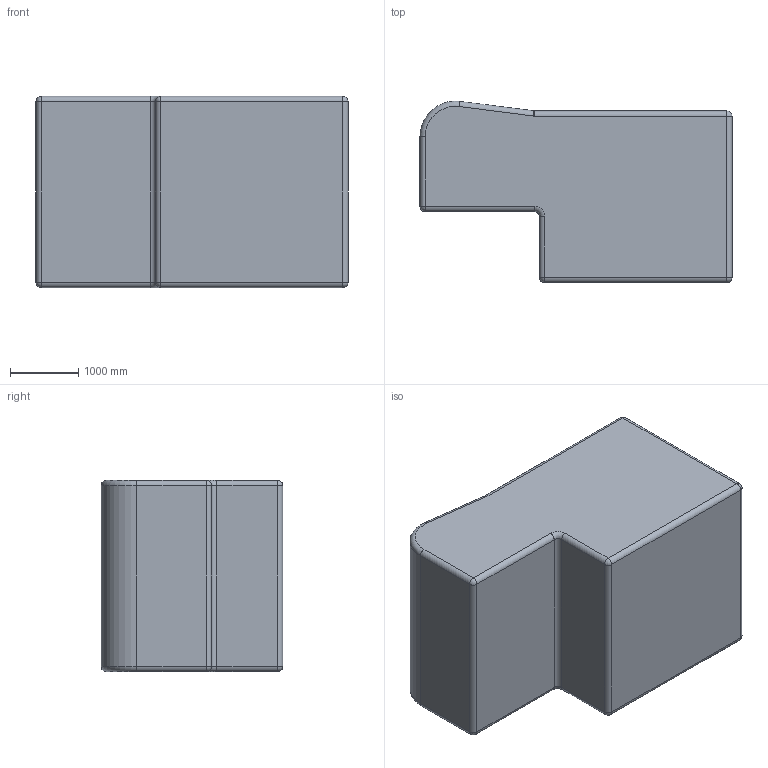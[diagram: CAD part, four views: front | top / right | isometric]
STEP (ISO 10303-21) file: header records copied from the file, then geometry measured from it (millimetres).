
FILE_DESCRIPTION((''),'2;1');
FILE_NAME('VB34_F404880A','2006-09-28T',('Pepperl+Fuchs'),('Industriehansa'),'PRO/ENGINEER BY PARAMETRIC TECHNOLOGY CORPORATION, 2005290','PRO/ENGINEER BY PARAMETRIC TECHNOLOGY CORPORATION, 2005290','');
FILE_SCHEMA(('AUTOMOTIVE_DESIGN_CC2 { 1 2 10303 214 -1 1 5 2 }'));
Length unit declared in the file: inch
Products named in the file (1): VB34_F404880A
Bounding box: 4572 x 2658.05 x 2801.62 mm (x, y, z)
Volume: 27333150398.2 mm3; surface area: 57871480.4 mm2
Topology: 1 solids, 1 shells, 56 faces, 118 edges, 72 vertices
Faces by surface type: cylinder 29, plane 13, sphere 8, torus 6
Entity records: 1875 total; most frequent: DIRECTION 296, CARTESIAN_POINT 239, ORIENTED_EDGE 228, AXIS2_PLACEMENT_3D 121, PRESENTATION_STYLE_ASSIGNMENT 120, STYLED_ITEM 120, CURVE_STYLE 119, EDGE_CURVE 114
